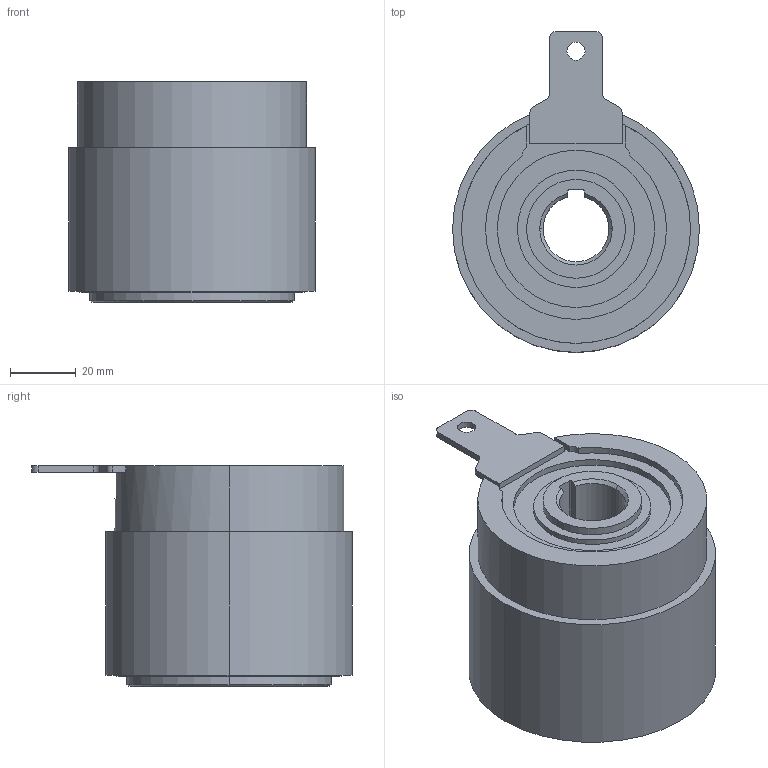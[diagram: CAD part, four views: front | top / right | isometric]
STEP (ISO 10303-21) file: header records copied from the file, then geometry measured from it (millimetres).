
FILE_DESCRIPTION (( 'STEP AP203' ), '1' );
FILE_NAME ('MZ 2.5W_23293200(１体）.STEP', '2016-03-09T00:42:08', ( ' ' ), ( '' ), 'SwSTEP 2.0', 'SolidWorks 2009', '' );
FILE_SCHEMA (( 'CONFIG_CONTROL_DESIGN' ));
Length unit declared in the file: millimetre
Products named in the file (1): MZ 2.5W_23293200(１体）
Bounding box: 75 x 97.5 x 67 mm (x, y, z)
Volume: 242156.6 mm3; surface area: 35611.9 mm2
Topology: 1 solids, 1 shells, 150 faces, 360 edges, 231 vertices
Faces by surface type: cylinder 84, plane 56, cone 10
Entity records: 4537 total; most frequent: DIRECTION 862, CARTESIAN_POINT 754, ORIENTED_EDGE 720, EDGE_CURVE 360, AXIS2_PLACEMENT_3D 355, VERTEX_POINT 231, CIRCLE 204, EDGE_LOOP 181
